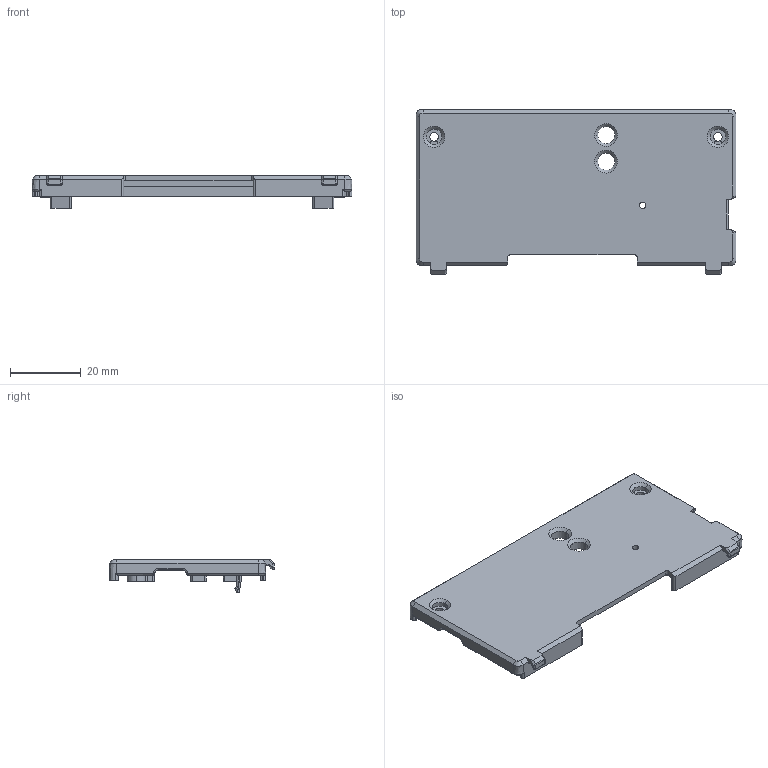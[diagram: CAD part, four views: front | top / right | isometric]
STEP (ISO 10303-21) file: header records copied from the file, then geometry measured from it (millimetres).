
FILE_DESCRIPTION (( 'STEP AP203' ), '1' );
FILE_NAME ('25d105 pcb cover.step', '2025-12-23T06:31:38', ( '' ), ( '' ), '', '', '' );
FILE_SCHEMA (( 'CONFIG_CONTROL_DESIGN' ));
Length unit declared in the file: millimetre
Products named in the file (1): 25d105 pcb cover
Bounding box: 90.1 x 46.5 x 9.3 mm (x, y, z)
Volume: 7787.2 mm3; surface area: 11009.3 mm2
Topology: 1 solids, 1 shells, 405 faces, 1097 edges, 690 vertices
Faces by surface type: cylinder 178, plane 169, bspline 33, torus 13, cone 8, sphere 4
Entity records: 14436 total; most frequent: CARTESIAN_POINT 4456, ORIENTED_EDGE 2174, DIRECTION 1994, EDGE_CURVE 1087, AXIS2_PLACEMENT_3D 696, VERTEX_POINT 690, LINE 602, VECTOR 602
